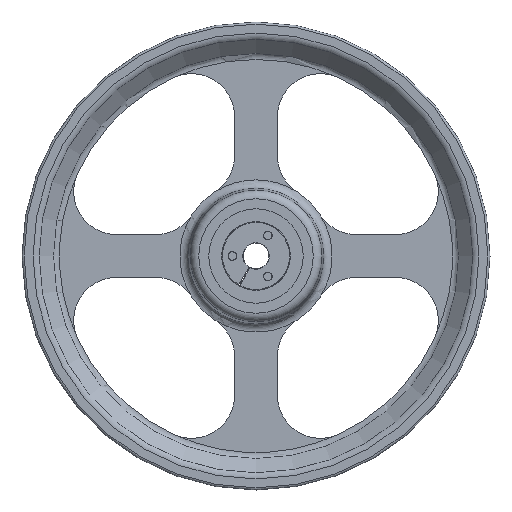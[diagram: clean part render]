
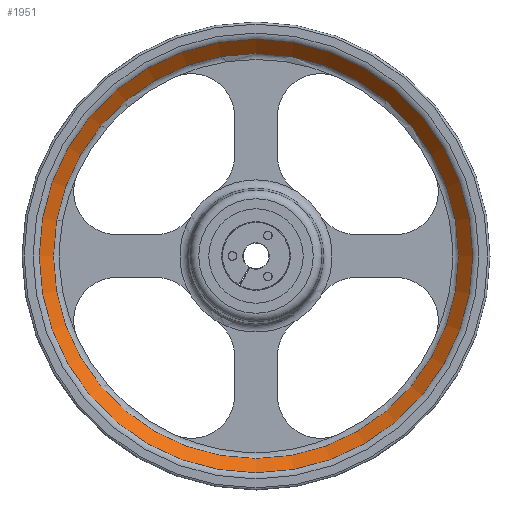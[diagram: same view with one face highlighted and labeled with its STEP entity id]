
A CAD part, left-side view. The second image highlights one B-rep face of the part: STEP entity #1951.
In plain terms, the highlighted conical face has half-angle 45 degrees and reference radius 48.845 mm.
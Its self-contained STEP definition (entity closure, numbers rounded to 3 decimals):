
#78=CONICAL_SURFACE('',#2290,48.845,0.785);
#217=FACE_OUTER_BOUND('',#333,.T.);
#333=EDGE_LOOP('',(#1522,#1523,#1524,#1525,#1526,#1527));
#468=LINE('',#3414,#580);
#580=VECTOR('',#2766,48.845);
#721=CIRCLE('',#2288,47.181);
#722=CIRCLE('',#2289,47.181);
#723=CIRCLE('',#2291,50.509);
#724=CIRCLE('',#2292,50.509);
#883=VERTEX_POINT('',#3407);
#884=VERTEX_POINT('',#3409);
#885=VERTEX_POINT('',#3413);
#886=VERTEX_POINT('',#3415);
#1119=EDGE_CURVE('',#884,#883,#721,.T.);
#1120=EDGE_CURVE('',#883,#884,#722,.T.);
#1121=EDGE_CURVE('',#884,#885,#468,.T.);
#1122=EDGE_CURVE('',#886,#885,#723,.T.);
#1123=EDGE_CURVE('',#885,#886,#724,.T.);
#1522=ORIENTED_EDGE('',*,*,#1119,.T.);
#1523=ORIENTED_EDGE('',*,*,#1120,.T.);
#1524=ORIENTED_EDGE('',*,*,#1121,.T.);
#1525=ORIENTED_EDGE('',*,*,#1122,.F.);
#1526=ORIENTED_EDGE('',*,*,#1123,.F.);
#1527=ORIENTED_EDGE('',*,*,#1121,.F.);
#1951=ADVANCED_FACE('',(#217),#78,.F.);
#2288=AXIS2_PLACEMENT_3D('',#3410,#2760,#2761);
#2289=AXIS2_PLACEMENT_3D('',#3411,#2762,#2763);
#2290=AXIS2_PLACEMENT_3D('',#3412,#2764,#2765);
#2291=AXIS2_PLACEMENT_3D('',#3416,#2767,#2768);
#2292=AXIS2_PLACEMENT_3D('',#3417,#2769,#2770);
#2760=DIRECTION('center_axis',(1.,0.,0.));
#2761=DIRECTION('ref_axis',(0.,0.,-1.));
#2762=DIRECTION('center_axis',(1.,0.,0.));
#2763=DIRECTION('ref_axis',(0.,0.,-1.));
#2764=DIRECTION('center_axis',(-1.,0.,0.));
#2765=DIRECTION('ref_axis',(0.,1.,0.));
#2766=DIRECTION('',(-0.707,-0.707,0.));
#2767=DIRECTION('center_axis',(1.,0.,0.));
#2768=DIRECTION('ref_axis',(0.,0.,-1.));
#2769=DIRECTION('center_axis',(1.,0.,0.));
#2770=DIRECTION('ref_axis',(0.,0.,-1.));
#3407=CARTESIAN_POINT('',(-2.086,0.,47.181));
#3409=CARTESIAN_POINT('',(-2.086,-47.181,0.));
#3410=CARTESIAN_POINT('Origin',(-2.086,0.,0.));
#3411=CARTESIAN_POINT('Origin',(-2.086,0.,0.));
#3412=CARTESIAN_POINT('Origin',(-3.75,0.,0.));
#3413=CARTESIAN_POINT('',(-5.414,-50.509,0.));
#3414=CARTESIAN_POINT('',(-3.75,-48.845,0.));
#3415=CARTESIAN_POINT('',(-5.414,0.,50.509));
#3416=CARTESIAN_POINT('Origin',(-5.414,0.,0.));
#3417=CARTESIAN_POINT('Origin',(-5.414,0.,0.));
